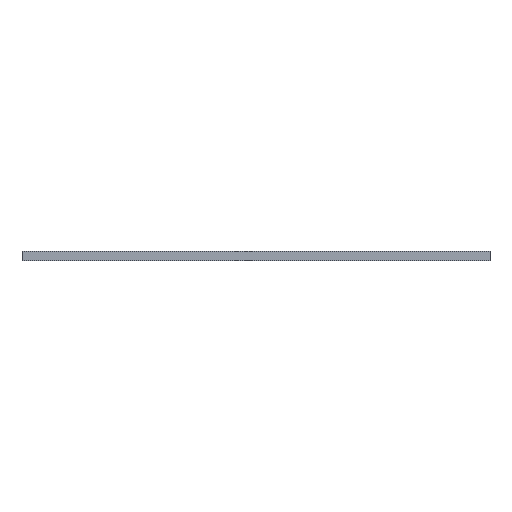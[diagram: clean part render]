
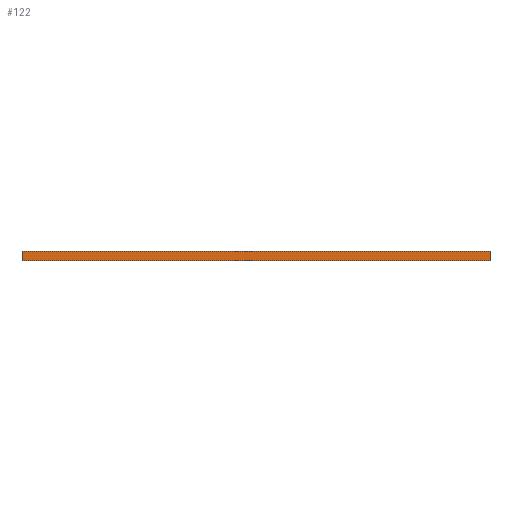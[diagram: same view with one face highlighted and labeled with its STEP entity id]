
A CAD part, front view. The second image highlights one B-rep face of the part: STEP entity #122.
In plain terms, the highlighted planar face has unit normal (0, -1, 0).
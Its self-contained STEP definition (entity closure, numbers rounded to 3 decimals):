
#97 = VERTEX_POINT('',#98);
#98 = CARTESIAN_POINT('',(76.622,27.898,1.6    ));
#104 = EDGE_CURVE('',#105,#97,#107,.T.);
#105 = VERTEX_POINT('',#106);
#106 = CARTESIAN_POINT('',(76.622,27.898,0.));
#107 = LINE('',#108,#109);
#108 = CARTESIAN_POINT('',(76.622,27.898,0.));
#109 = VECTOR('',#110,1.);
#110 = DIRECTION('',(0.,0.,1.));
#122 = ADVANCED_FACE('',(#123),#148,.T.);
#123 = FACE_BOUND('',#124,.T.);
#124 = EDGE_LOOP('',(#125,#126,#134,#142));
#125 = ORIENTED_EDGE('',*,*,#104,.T.);
#126 = ORIENTED_EDGE('',*,*,#127,.T.);
#127 = EDGE_CURVE('',#97,#128,#130,.T.);
#128 = VERTEX_POINT('',#129);
#129 = CARTESIAN_POINT('',(0.648,27.898,1.6    ));
#130 = LINE('',#131,#132);
#131 = CARTESIAN_POINT('',(76.622,27.898,    1.6));
#132 = VECTOR('',#133,1.);
#133 = DIRECTION('',(-1.,0.,0.));
#134 = ORIENTED_EDGE('',*,*,#135,.F.);
#135 = EDGE_CURVE('',#136,#128,#138,.T.);
#136 = VERTEX_POINT('',#137);
#137 = CARTESIAN_POINT('',(0.648,27.898,0.));
#138 = LINE('',#139,#140);
#139 = CARTESIAN_POINT('',(0.648,27.898,0.));
#140 = VECTOR('',#141,1.);
#141 = DIRECTION('',(0.,0.,1.));
#142 = ORIENTED_EDGE('',*,*,#143,.F.);
#143 = EDGE_CURVE('',#105,#136,#144,.T.);
#144 = LINE('',#145,#146);
#145 = CARTESIAN_POINT('',(76.622,27.898,0.));
#146 = VECTOR('',#147,1.);
#147 = DIRECTION('',(-1.,0.,0.));
#148 = PLANE('',#149);
#149 = AXIS2_PLACEMENT_3D('',#150,#151,#152);
#150 = CARTESIAN_POINT('',(76.622,27.898,0.));
#151 = DIRECTION('',(0.,-1.,0.));
#152 = DIRECTION('',(-1.,0.,0.));
